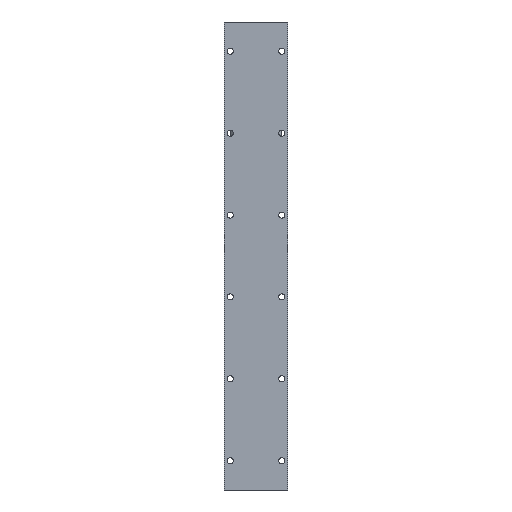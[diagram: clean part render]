
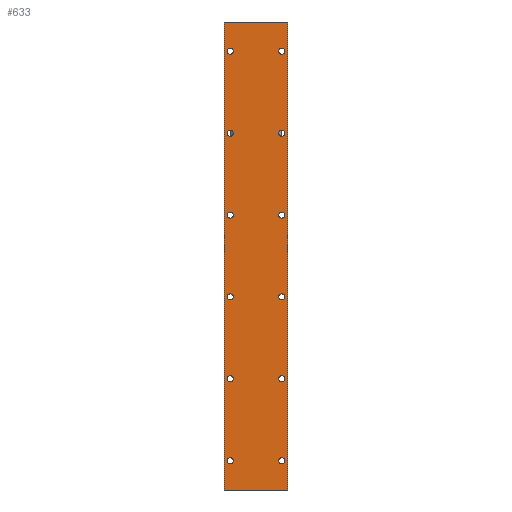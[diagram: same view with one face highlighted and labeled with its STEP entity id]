
A CAD part, front view. The second image highlights one B-rep face of the part: STEP entity #633.
In plain terms, the highlighted planar face has unit normal (0, -1, 0).
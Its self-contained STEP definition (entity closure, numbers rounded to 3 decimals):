
#633 = ADVANCED_FACE( '', ( #1355, #1356, #1357, #1358, #1359, #1360, #1361, #1362, #1363, #1364, #1365, #1366, #1367 ), #1368, .F. );
#1355 = FACE_BOUND( '', #2112, .T. );
#1356 = FACE_BOUND( '', #2113, .T. );
#1357 = FACE_BOUND( '', #2114, .T. );
#1358 = FACE_BOUND( '', #2115, .T. );
#1359 = FACE_BOUND( '', #2116, .T. );
#1360 = FACE_BOUND( '', #2117, .T. );
#1361 = FACE_BOUND( '', #2118, .T. );
#1362 = FACE_BOUND( '', #2119, .T. );
#1363 = FACE_BOUND( '', #2120, .T. );
#1364 = FACE_BOUND( '', #2121, .T. );
#1365 = FACE_BOUND( '', #2122, .T. );
#1366 = FACE_BOUND( '', #2123, .T. );
#1367 = FACE_OUTER_BOUND( '', #2124, .T. );
#1368 = PLANE( '', #2125 );
#2112 = EDGE_LOOP( '', ( #3941 ) );
#2113 = EDGE_LOOP( '', ( #3942 ) );
#2114 = EDGE_LOOP( '', ( #3943 ) );
#2115 = EDGE_LOOP( '', ( #3944 ) );
#2116 = EDGE_LOOP( '', ( #3945 ) );
#2117 = EDGE_LOOP( '', ( #3946 ) );
#2118 = EDGE_LOOP( '', ( #3947 ) );
#2119 = EDGE_LOOP( '', ( #3948 ) );
#2120 = EDGE_LOOP( '', ( #3949 ) );
#2121 = EDGE_LOOP( '', ( #3950 ) );
#2122 = EDGE_LOOP( '', ( #3951 ) );
#2123 = EDGE_LOOP( '', ( #3952 ) );
#2124 = EDGE_LOOP( '', ( #3953, #3954, #3955, #3956 ) );
#2125 = AXIS2_PLACEMENT_3D( '', #3957, #3958, #3959 );
#3941 = ORIENTED_EDGE( '', *, *, #4871, .T. );
#3942 = ORIENTED_EDGE( '', *, *, #4714, .T. );
#3943 = ORIENTED_EDGE( '', *, *, #4726, .T. );
#3944 = ORIENTED_EDGE( '', *, *, #4181, .F. );
#3945 = ORIENTED_EDGE( '', *, *, #4684, .F. );
#3946 = ORIENTED_EDGE( '', *, *, #4525, .F. );
#3947 = ORIENTED_EDGE( '', *, *, #4452, .F. );
#3948 = ORIENTED_EDGE( '', *, *, #4693, .F. );
#3949 = ORIENTED_EDGE( '', *, *, #4572, .F. );
#3950 = ORIENTED_EDGE( '', *, *, #4363, .T. );
#3951 = ORIENTED_EDGE( '', *, *, #4671, .T. );
#3952 = ORIENTED_EDGE( '', *, *, #4706, .T. );
#3953 = ORIENTED_EDGE( '', *, *, #4480, .T. );
#3954 = ORIENTED_EDGE( '', *, *, #4811, .F. );
#3955 = ORIENTED_EDGE( '', *, *, #4842, .F. );
#3956 = ORIENTED_EDGE( '', *, *, #4690, .T. );
#3957 = CARTESIAN_POINT( '', ( -27., 0., 200. ) );
#3958 = DIRECTION( '', ( 0., 1., 0. ) );
#3959 = DIRECTION( '', ( -1., 0., 0. ) );
#4181 = EDGE_CURVE( '', #4964, #4964, #4965, .T. );
#4363 = EDGE_CURVE( '', #5283, #5283, #5284, .T. );
#4452 = EDGE_CURVE( '', #5421, #5421, #5422, .T. );
#4480 = EDGE_CURVE( '', #5466, #5464, #5467, .T. );
#4525 = EDGE_CURVE( '', #5536, #5536, #5537, .T. );
#4572 = EDGE_CURVE( '', #5606, #5606, #5607, .T. );
#4671 = EDGE_CURVE( '', #5743, #5743, #5744, .T. );
#4684 = EDGE_CURVE( '', #5763, #5763, #5764, .T. );
#4690 = EDGE_CURVE( '', #5771, #5466, #5772, .T. );
#4693 = EDGE_CURVE( '', #5775, #5775, #5776, .T. );
#4706 = EDGE_CURVE( '', #5793, #5793, #5794, .T. );
#4714 = EDGE_CURVE( '', #5804, #5804, #5805, .T. );
#4726 = EDGE_CURVE( '', #5821, #5821, #5822, .T. );
#4811 = EDGE_CURVE( '', #5926, #5464, #5928, .T. );
#4842 = EDGE_CURVE( '', #5771, #5926, #5963, .T. );
#4871 = EDGE_CURVE( '', #5995, #5995, #5996, .T. );
#4964 = VERTEX_POINT( '', #6125 );
#4965 = CIRCLE( '', #6126, 2.6 );
#5283 = VERTEX_POINT( '', #6590 );
#5284 = CIRCLE( '', #6591, 2.6 );
#5421 = VERTEX_POINT( '', #6776 );
#5422 = CIRCLE( '', #6777, 2.6 );
#5464 = VERTEX_POINT( '', #6838 );
#5466 = VERTEX_POINT( '', #6841 );
#5467 = LINE( '', #6842, #6843 );
#5536 = VERTEX_POINT( '', #6969 );
#5537 = CIRCLE( '', #6970, 2.6 );
#5606 = VERTEX_POINT( '', #7067 );
#5607 = CIRCLE( '', #7068, 2.6 );
#5743 = VERTEX_POINT( '', #7251 );
#5744 = CIRCLE( '', #7252, 2.6 );
#5763 = VERTEX_POINT( '', #7277 );
#5764 = CIRCLE( '', #7278, 2.6 );
#5771 = VERTEX_POINT( '', #7286 );
#5772 = LINE( '', #7287, #7288 );
#5775 = VERTEX_POINT( '', #7292 );
#5776 = CIRCLE( '', #7293, 2.6 );
#5793 = VERTEX_POINT( '', #7330 );
#5794 = CIRCLE( '', #7331, 2.6 );
#5804 = VERTEX_POINT( '', #7346 );
#5805 = CIRCLE( '', #7347, 2.6 );
#5821 = VERTEX_POINT( '', #7383 );
#5822 = CIRCLE( '', #7384, 2.6 );
#5926 = VERTEX_POINT( '', #7522 );
#5928 = LINE( '', #7525, #7526 );
#5963 = LINE( '', #7572, #7573 );
#5995 = VERTEX_POINT( '', #7619 );
#5996 = CIRCLE( '', #7620, 2.6 );
#6125 = CARTESIAN_POINT( '', ( -22., 0., -177.6 ) );
#6126 = AXIS2_PLACEMENT_3D( '', #7691, #7692, #7693 );
#6590 = CARTESIAN_POINT( '', ( 22., 0., -177.6 ) );
#6591 = AXIS2_PLACEMENT_3D( '', #7888, #7889, #7890 );
#6776 = CARTESIAN_POINT( '', ( 22., 0., 177.6 ) );
#6777 = AXIS2_PLACEMENT_3D( '', #8002, #8003, #8004 );
#6838 = CARTESIAN_POINT( '', ( 27., 0., -200. ) );
#6841 = CARTESIAN_POINT( '', ( -27., 0., -200. ) );
#6842 = CARTESIAN_POINT( '', ( -27., 0., -200. ) );
#6843 = VECTOR( '', #8034, 1000. );
#6969 = CARTESIAN_POINT( '', ( -22., 0., -37.6 ) );
#6970 = AXIS2_PLACEMENT_3D( '', #8080, #8081, #8082 );
#7067 = CARTESIAN_POINT( '', ( 22., 0., 37.6 ) );
#7068 = AXIS2_PLACEMENT_3D( '', #8126, #8127, #8128 );
#7251 = CARTESIAN_POINT( '', ( 22., 0., -107.6 ) );
#7252 = AXIS2_PLACEMENT_3D( '', #8236, #8237, #8238 );
#7277 = CARTESIAN_POINT( '', ( -22., 0., -107.6 ) );
#7278 = AXIS2_PLACEMENT_3D( '', #8248, #8249, #8250 );
#7286 = CARTESIAN_POINT( '', ( -27., 0., 200. ) );
#7287 = CARTESIAN_POINT( '', ( -27., 0., 200. ) );
#7288 = VECTOR( '', #8255, 1000. );
#7292 = CARTESIAN_POINT( '', ( 22., 0., 107.6 ) );
#7293 = AXIS2_PLACEMENT_3D( '', #8257, #8258, #8259 );
#7330 = CARTESIAN_POINT( '', ( 22., 0., -37.6 ) );
#7331 = AXIS2_PLACEMENT_3D( '', #8271, #8272, #8273 );
#7346 = CARTESIAN_POINT( '', ( -22., 0., 107.6 ) );
#7347 = AXIS2_PLACEMENT_3D( '', #8279, #8280, #8281 );
#7383 = CARTESIAN_POINT( '', ( -22., 0., 37.6 ) );
#7384 = AXIS2_PLACEMENT_3D( '', #8294, #8295, #8296 );
#7522 = CARTESIAN_POINT( '', ( 27., 0., 200. ) );
#7525 = CARTESIAN_POINT( '', ( 27., 0., 200. ) );
#7526 = VECTOR( '', #8380, 1000. );
#7572 = CARTESIAN_POINT( '', ( -27., 0., 200. ) );
#7573 = VECTOR( '', #8404, 1000. );
#7619 = CARTESIAN_POINT( '', ( -22., 0., 177.6 ) );
#7620 = AXIS2_PLACEMENT_3D( '', #8425, #8426, #8427 );
#7691 = CARTESIAN_POINT( '', ( -22., 0., -175. ) );
#7692 = DIRECTION( '', ( 0., -1., 0. ) );
#7693 = DIRECTION( '', ( 0., 0., -1. ) );
#7888 = CARTESIAN_POINT( '', ( 22., 0., -175. ) );
#7889 = DIRECTION( '', ( 0., 1., 0. ) );
#7890 = DIRECTION( '', ( 0., 0., -1. ) );
#8002 = CARTESIAN_POINT( '', ( 22., 0., 175. ) );
#8003 = DIRECTION( '', ( 0., -1., 0. ) );
#8004 = DIRECTION( '', ( 0., 0., 1. ) );
#8034 = DIRECTION( '', ( 1., 0., 0. ) );
#8080 = CARTESIAN_POINT( '', ( -22., 0., -35. ) );
#8081 = DIRECTION( '', ( 0., -1., 0. ) );
#8082 = DIRECTION( '', ( 0., 0., -1. ) );
#8126 = CARTESIAN_POINT( '', ( 22., 0., 35. ) );
#8127 = DIRECTION( '', ( 0., -1., 0. ) );
#8128 = DIRECTION( '', ( 0., 0., 1. ) );
#8236 = CARTESIAN_POINT( '', ( 22., 0., -105. ) );
#8237 = DIRECTION( '', ( 0., 1., 0. ) );
#8238 = DIRECTION( '', ( 0., 0., -1. ) );
#8248 = CARTESIAN_POINT( '', ( -22., 0., -105. ) );
#8249 = DIRECTION( '', ( 0., -1., 0. ) );
#8250 = DIRECTION( '', ( 0., 0., -1. ) );
#8255 = DIRECTION( '', ( 0., 0., -1. ) );
#8257 = CARTESIAN_POINT( '', ( 22., 0., 105. ) );
#8258 = DIRECTION( '', ( 0., -1., 0. ) );
#8259 = DIRECTION( '', ( 0., 0., 1. ) );
#8271 = CARTESIAN_POINT( '', ( 22., 0., -35. ) );
#8272 = DIRECTION( '', ( 0., 1., 0. ) );
#8273 = DIRECTION( '', ( 0., 0., -1. ) );
#8279 = CARTESIAN_POINT( '', ( -22., 0., 105. ) );
#8280 = DIRECTION( '', ( 0., 1., 0. ) );
#8281 = DIRECTION( '', ( 0., 0., 1. ) );
#8294 = CARTESIAN_POINT( '', ( -22., 0., 35. ) );
#8295 = DIRECTION( '', ( 0., 1., 0. ) );
#8296 = DIRECTION( '', ( 0., 0., 1. ) );
#8380 = DIRECTION( '', ( 0., 0., -1. ) );
#8404 = DIRECTION( '', ( 1., 0., 0. ) );
#8425 = CARTESIAN_POINT( '', ( -22., 0., 175. ) );
#8426 = DIRECTION( '', ( 0., 1., 0. ) );
#8427 = DIRECTION( '', ( 0., 0., 1. ) );
